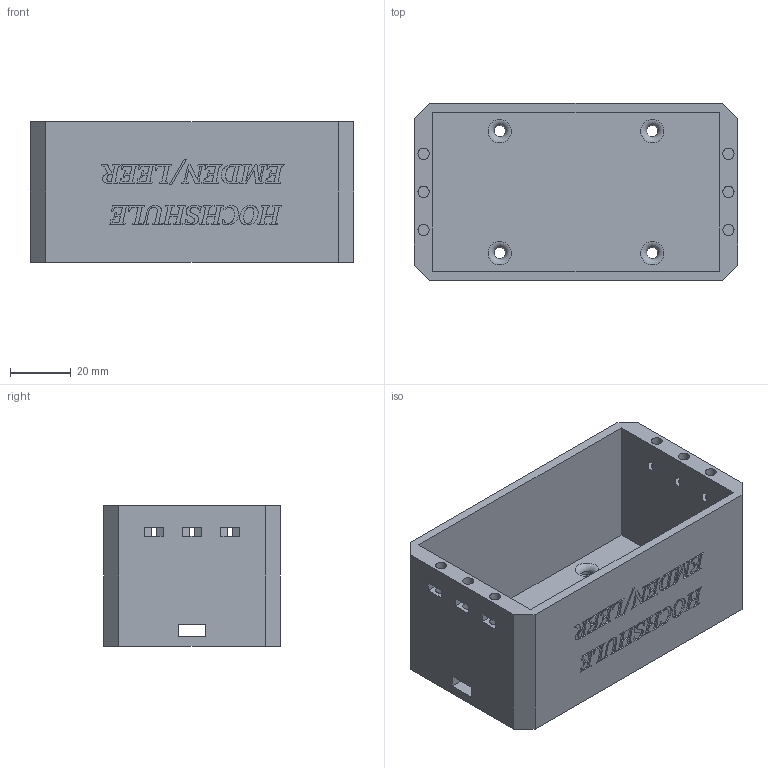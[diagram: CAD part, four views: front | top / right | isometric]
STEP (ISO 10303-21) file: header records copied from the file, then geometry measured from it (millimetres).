
FILE_DESCRIPTION(/* description */ (''),/* implementation_level */ '2;1');
FILE_NAME(/* name */ '3.Case.stp',/* time_stamp */ '2024-02-11T14:41:35+01:00',/* author */ ('alsaa'),/* organization */ ('HS Emden/Leer'),/* preprocessor_version */ 'ST-DEVELOPER v18.1',/* originating_system */ 'Autodesk Inventor 2022',/* authorisation */ '');
FILE_SCHEMA (('AUTOMOTIVE_DESIGN { 1 0 10303 214 3 1 1 }'));
Length unit declared in the file: millimetre
Products named in the file (1): 3
Bounding box: 106 x 58 x 46 mm (x, y, z)
Volume: 67730.3 mm3; surface area: 41786.3 mm2
Topology: 1 solids, 1 shells, 1083 faces, 3096 edges, 2064 vertices
Faces by surface type: plane 799, bspline 264, cylinder 16, torus 4
Full cylindrical faces by diameter (mm): 3.7 x16
Entity records: 38275 total; most frequent: CARTESIAN_POINT 10596, ORIENTED_EDGE 6192, DIRECTION 4252, EDGE_CURVE 3096, LINE 2524, VECTOR 2524, VERTEX_POINT 2064, EDGE_LOOP 1168
